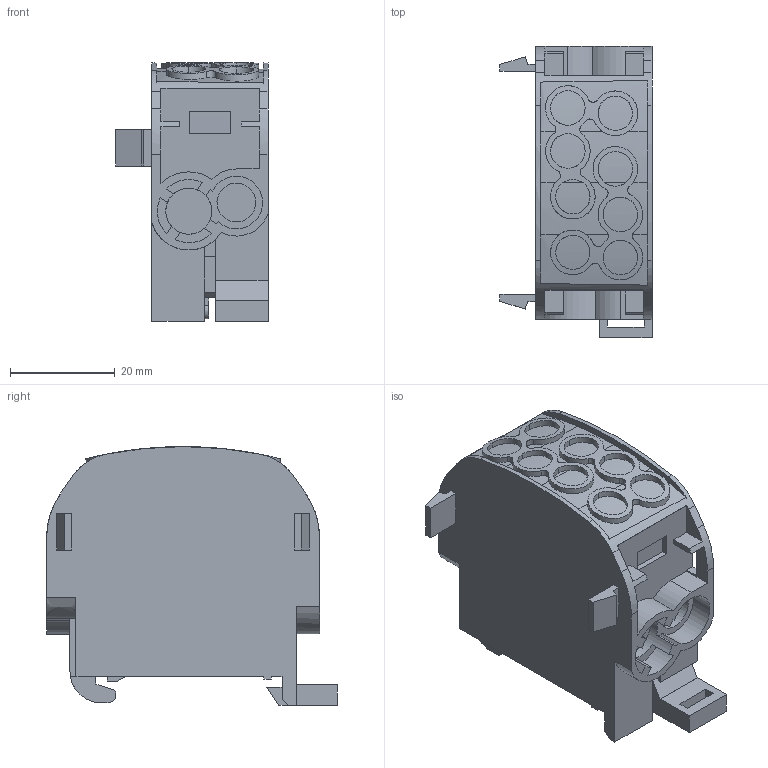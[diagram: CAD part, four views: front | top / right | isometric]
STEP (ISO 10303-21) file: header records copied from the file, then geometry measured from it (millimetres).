
FILE_DESCRIPTION(('CATIA V5 STEP Exchange','CAx-IF Rec.Pracs.--- Model Styling and Organization---1.2---2011-12-15'),'2;1');
FILE_NAME ('D1445683_0', '2017-03-03T09:57:04+00:00', ('none'), ('Weidmueller'), 'CATIA Version 5-6 Release 2014', 'CATIA V5 STEP AP214', 'none');
FILE_SCHEMA(('AUTOMOTIVE_DESIGN { 1 0 10303 214 1 1 1 1 }'));
Length unit declared in the file: millimetre
Products named in the file (1): 1561680000_WPD_102_2x35-2x25_GY
Bounding box: 28.99 x 55.4 x 49.3 mm (x, y, z)
Volume: 40427.9 mm3; surface area: 15216.7 mm2
Topology: 2 solids, 2 shells, 279 faces, 782 edges, 519 vertices
Faces by surface type: plane 155, cylinder 81, extrusion 41, bspline 2
Entity records: 9520 total; most frequent: CARTESIAN_POINT 2907, ORIENTED_EDGE 1564, DIRECTION 1000, EDGE_CURVE 772, VECTOR 542, VERTEX_POINT 509, LINE 501, EDGE_LOOP 301
